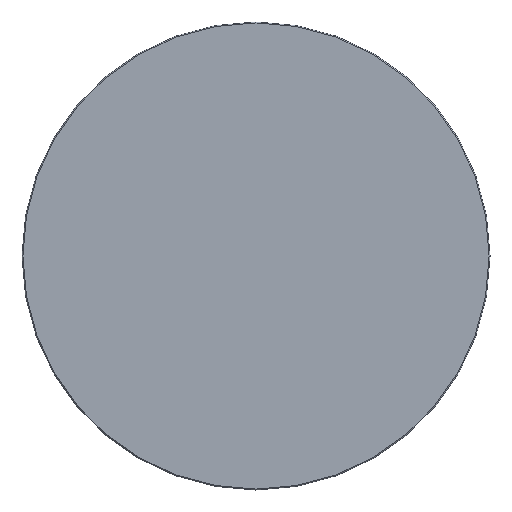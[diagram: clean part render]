
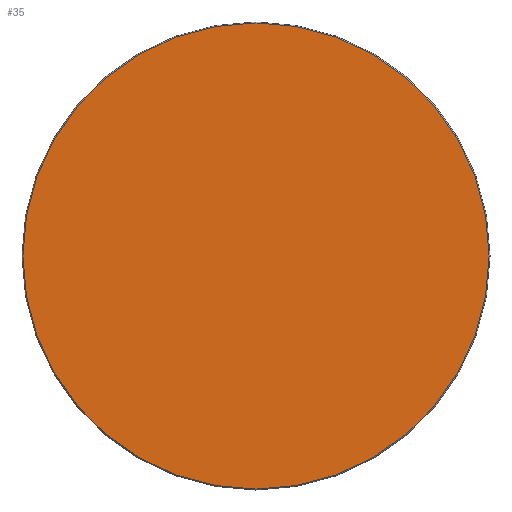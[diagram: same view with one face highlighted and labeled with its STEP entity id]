
A CAD part, left-side view. The second image highlights one B-rep face of the part: STEP entity #35.
In plain terms, the highlighted planar face has unit normal (-1, 0, 0).
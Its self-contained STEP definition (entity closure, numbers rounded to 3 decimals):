
#28 = DIRECTION ( 'NONE',  ( -1., 0., 0. ) ) ;
#32 = DIRECTION ( 'NONE',  ( -1., 0., 0. ) ) ;
#35 = ADVANCED_FACE ( 'NONE', ( #49 ), #174, .F. ) ;
#41 = DIRECTION ( 'NONE',  ( 1., 0., 0. ) ) ;
#43 = CARTESIAN_POINT ( 'NONE',  ( -0.5, 0., -12.45 ) ) ;
#45 = VERTEX_POINT ( 'NONE', #43 ) ;
#48 = DIRECTION ( 'NONE',  ( 0., 0., -1. ) ) ;
#49 = FACE_OUTER_BOUND ( 'NONE', #100, .T. ) ;
#100 = EDGE_LOOP ( 'NONE', ( #201, #106 ) ) ;
#101 = DIRECTION ( 'NONE',  ( 0., 0., -1. ) ) ;
#106 = ORIENTED_EDGE ( 'NONE', *, *, #217, .T. ) ;
#130 = AXIS2_PLACEMENT_3D ( 'NONE', #248, #32, #101 ) ;
#134 = CARTESIAN_POINT ( 'NONE',  ( -0.5, 0., 12.45 ) ) ;
#157 = CIRCLE ( 'NONE', #204, 12.45 ) ;
#171 = EDGE_CURVE ( 'NONE', #45, #176, #157, .T. ) ;
#174 = PLANE ( 'NONE',  #257 ) ;
#176 = VERTEX_POINT ( 'NONE', #134 ) ;
#177 = CARTESIAN_POINT ( 'NONE',  ( -0.5, 0., 0. ) ) ;
#182 = CARTESIAN_POINT ( 'NONE',  ( -0.5, 0., 0. ) ) ;
#196 = DIRECTION ( 'NONE',  ( 0., 0., -1. ) ) ;
#201 = ORIENTED_EDGE ( 'NONE', *, *, #171, .T. ) ;
#204 = AXIS2_PLACEMENT_3D ( 'NONE', #182, #28, #48 ) ;
#217 = EDGE_CURVE ( 'NONE', #176, #45, #245, .T. ) ;
#245 = CIRCLE ( 'NONE', #130, 12.45 ) ;
#248 = CARTESIAN_POINT ( 'NONE',  ( -0.5, 0., 0. ) ) ;
#257 = AXIS2_PLACEMENT_3D ( 'NONE', #177, #41, #196 ) ;
